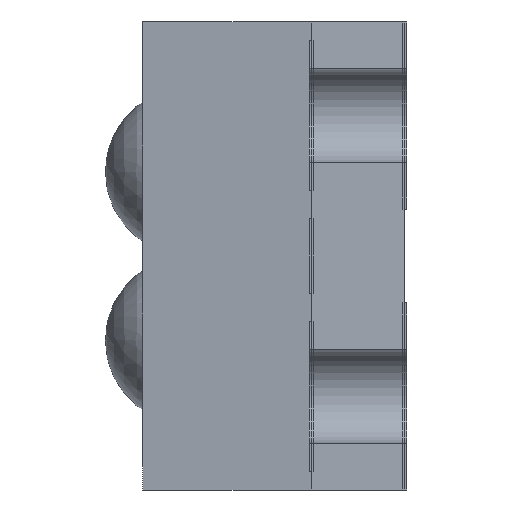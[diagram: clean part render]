
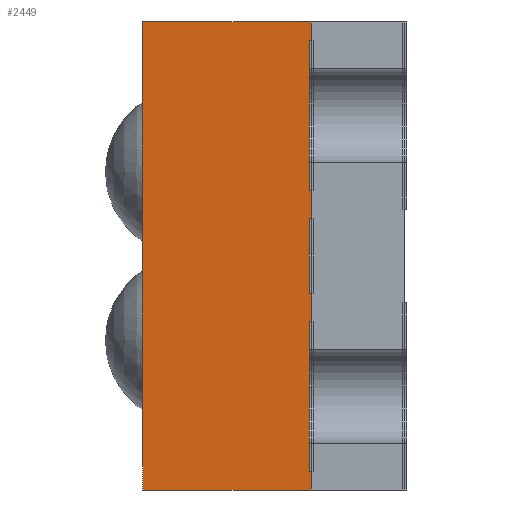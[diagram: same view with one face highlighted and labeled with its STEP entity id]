
A CAD part, left-side view. The second image highlights one B-rep face of the part: STEP entity #2449.
In plain terms, the highlighted planar face has unit normal (-0.994, 0.11, 0).
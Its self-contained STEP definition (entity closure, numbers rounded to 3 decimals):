
#117 = VERTEX_POINT ( 'NONE', #5471 ) ;
#141 = VERTEX_POINT ( 'NONE', #5495 ) ;
#158 = VERTEX_POINT ( 'NONE', #5512 ) ;
#163 = VERTEX_POINT ( 'NONE', #5517 ) ;
#1088 = PLANE ( 'NONE',  #2677 ) ;
#1089 = CARTESIAN_POINT ( 'NONE',  ( -1.264, -2.126, 1.25 ) ) ;
#1090 = DIRECTION ( 'NONE',  ( 0.994, -0.11, 0. ) ) ;
#1091 = DIRECTION ( 'NONE',  ( 0.11, 0.994, 0. ) ) ;
#2449 = ADVANCED_FACE ( 'NONE', ( #2672 ), #1088, .F. ) ;
#2672 = FACE_OUTER_BOUND ( 'NONE', #3481, .T. ) ;
#2677 = AXIS2_PLACEMENT_3D ( 'NONE', #1089, #1090, #1091 ) ;
#3481 = EDGE_LOOP ( 'NONE', ( #5164, #5181, #5182, #5180 ) ) ;
#4052 = LINE ( 'NONE', #4053, #9805 ) ;
#4053 = CARTESIAN_POINT ( 'NONE',  ( -0.9, 1.15, 1.25 ) ) ;
#4054 = DIRECTION ( 'NONE',  ( 0., 0., -1. ) ) ;
#4076 = LINE ( 'NONE', #4077, #9814 ) ;
#4077 = CARTESIAN_POINT ( 'NONE',  ( -1.264, -2.126, 1.25 ) ) ;
#4078 = DIRECTION ( 'NONE',  ( -0.11, -0.994, 0. ) ) ;
#4079 = LINE ( 'NONE', #4080, #9815 ) ;
#4080 = CARTESIAN_POINT ( 'NONE',  ( -1.264, -2.126, -1.25 ) ) ;
#4081 = DIRECTION ( 'NONE',  ( -0.11, -0.994, 0. ) ) ;
#4082 = LINE ( 'NONE', #4083, #9816 ) ;
#4083 = CARTESIAN_POINT ( 'NONE',  ( -1., 0.25, 1.25 ) ) ;
#4084 = DIRECTION ( 'NONE',  ( 0., 0., -1. ) ) ;
#5164 = ORIENTED_EDGE ( 'NONE', *, *, #11727, .T. ) ;
#5180 = ORIENTED_EDGE ( 'NONE', *, *, #11718, .T. ) ;
#5181 = ORIENTED_EDGE ( 'NONE', *, *, #11728, .F. ) ;
#5182 = ORIENTED_EDGE ( 'NONE', *, *, #11726, .F. ) ;
#5471 = CARTESIAN_POINT ( 'NONE',  ( -0.9, 1.15, -1.25 ) ) ;
#5495 = CARTESIAN_POINT ( 'NONE',  ( -1., 0.25, -1.25 ) ) ;
#5512 = CARTESIAN_POINT ( 'NONE',  ( -1., 0.25, 1.25 ) ) ;
#5517 = CARTESIAN_POINT ( 'NONE',  ( -0.9, 1.15, 1.25 ) ) ;
#9805 = VECTOR ( 'NONE', #4054, 1000. ) ;
#9814 = VECTOR ( 'NONE', #4078, 1000. ) ;
#9815 = VECTOR ( 'NONE', #4081, 1000. ) ;
#9816 = VECTOR ( 'NONE', #4084, 1000. ) ;
#11718 = EDGE_CURVE ( 'NONE', #163, #117, #4052, .T. ) ;
#11726 = EDGE_CURVE ( 'NONE', #163, #158, #4076, .T. ) ;
#11727 = EDGE_CURVE ( 'NONE', #117, #141, #4079, .T. ) ;
#11728 = EDGE_CURVE ( 'NONE', #158, #141, #4082, .T. ) ;
